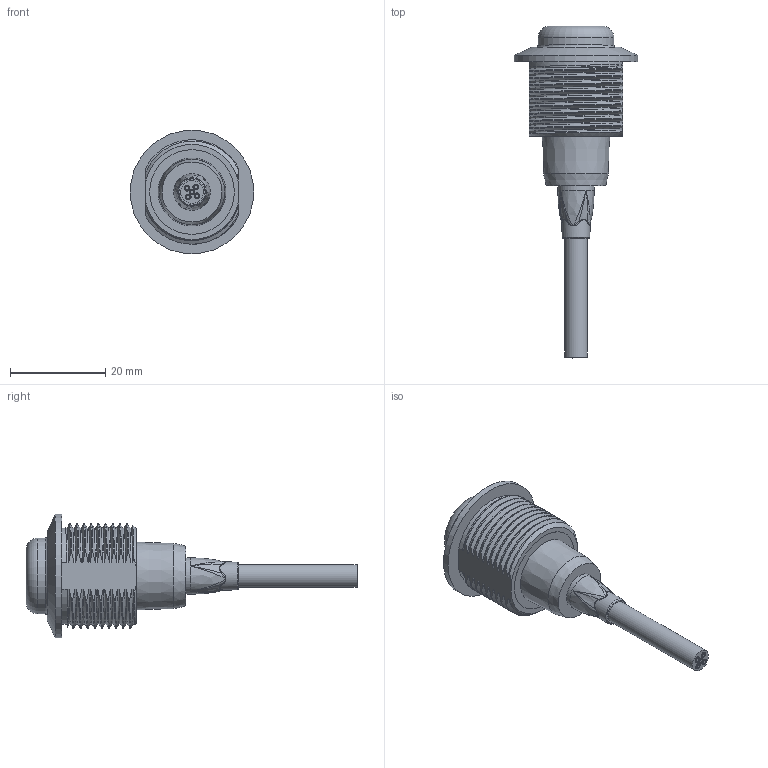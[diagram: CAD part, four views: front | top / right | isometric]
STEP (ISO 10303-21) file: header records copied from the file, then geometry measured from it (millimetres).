
FILE_DESCRIPTION(('FreeCAD Model'),'2;1');
FILE_NAME('Open CASCADE Shape Model','2023-05-04T13:44:53',('Author'),( ''),'Open CASCADE STEP processor 7.6','FreeCAD','Unknown');
FILE_SCHEMA(('AUTOMOTIVE_DESIGN { 1 0 10303 214 1 1 1 1 }'));
Products named in the file (1): HL22-XXX-XXX
Bounding box: 26 x 69.88 x 26 mm (x, y, z)
Volume: 9979.6 mm3; surface area: 3854.9 mm2
Topology: 1 solids, 1 shells, 164 faces, 433 edges, 281 vertices
Faces by surface type: bspline 85, cylinder 43, plane 23, cone 6, torus 6, sphere 1
Full cylindrical faces by diameter (mm): 0.8 x5, 1.2 x5, 4.8 x1, 5.9 x1, 7.7 x1, 16 x1, 17.8 x1, 18 x1, 26 x1
Entity records: 38470 total; most frequent: CARTESIAN_POINT 30622, ORIENTED_EDGE 850, PCURVE 850, DEFINITIONAL_REPRESENTATION 850, B_SPLINE_CURVE_WITH_KNOTS 722, DIRECTION 688, EDGE_CURVE 425, SURFACE_CURVE 403
